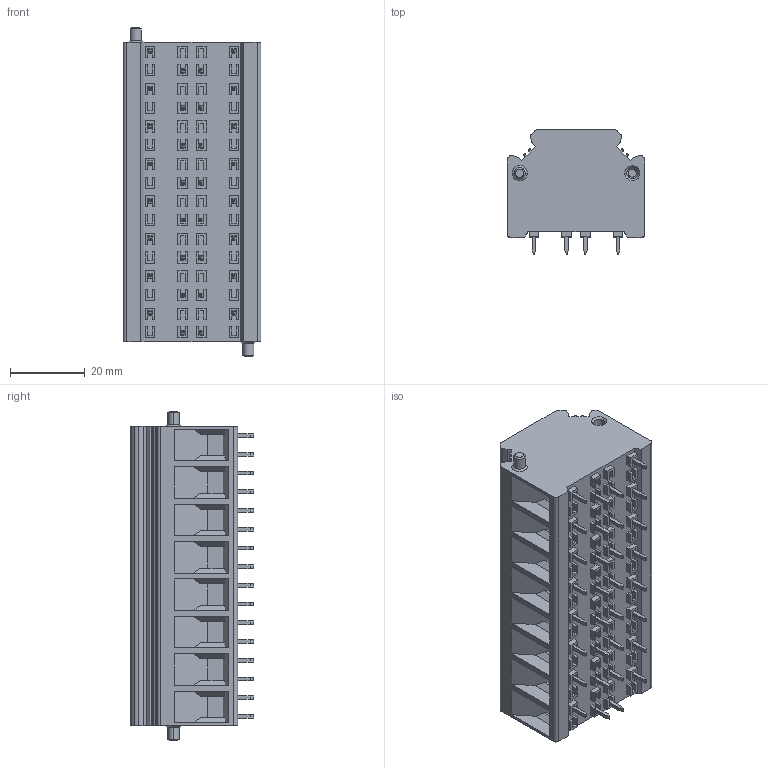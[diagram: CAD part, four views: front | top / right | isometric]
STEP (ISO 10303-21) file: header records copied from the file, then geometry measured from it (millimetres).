
FILE_DESCRIPTION((''),'2;1');
FILE_NAME('TL705DS-XXP_XS_','2024-11-13T15:10:30',('yanfa'),(''),'CREO PARAMETRIC BY PTC INC, 2018100','CREO PARAMETRIC BY PTC INC, 2018100','');
FILE_SCHEMA(('AUTOMOTIVE_DESIGN { 1 0 10303 214 1 1 1 1 }'));
Length unit declared in the file: millimetre
Products named in the file (1): TL705DS-XXP_XS_
Bounding box: 36.8 x 33.02 x 88 mm (x, y, z)
Volume: 57611.5 mm3; surface area: 24937.5 mm2
Topology: 1 solids, 29 shells, 1606 faces, 3997 edges, 2601 vertices
Faces by surface type: plane 1204, cylinder 210, cone 128, torus 64
Entity records: 60854 total; most frequent: CARTESIAN_POINT 8567, ORIENTED_EDGE 7994, DIRECTION 7834, EDGE_CURVE 3997, VECTOR 3257, LINE 3257, VERTEX_POINT 2601, AXIS2_PLACEMENT_3D 2287
